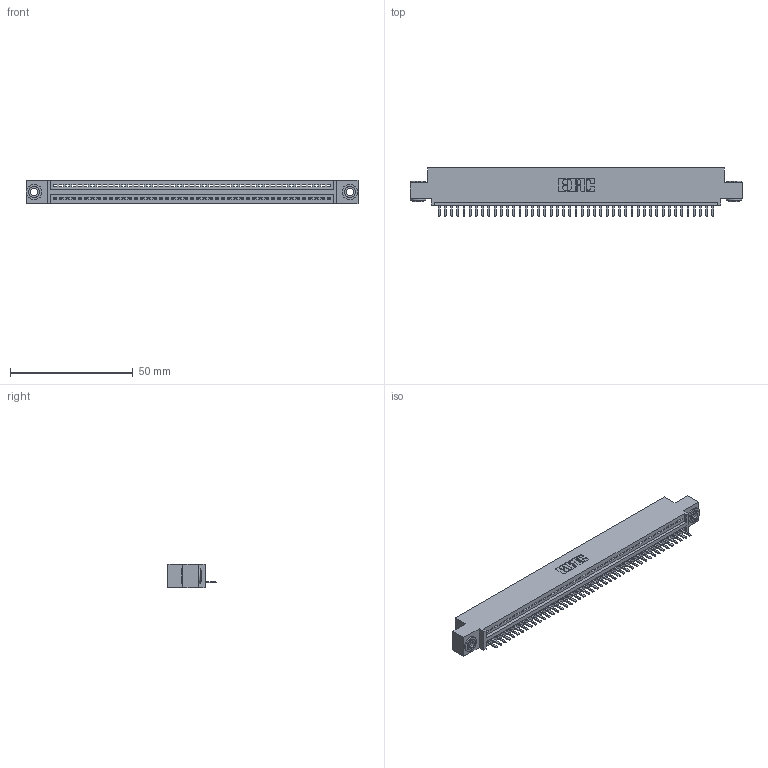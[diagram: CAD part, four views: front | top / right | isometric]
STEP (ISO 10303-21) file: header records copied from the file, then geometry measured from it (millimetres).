
FILE_DESCRIPTION (( 'STEP AP203' ), '1' );
FILE_NAME ('395-045-520-403.STEP', '2018-11-15T23:21:56', ( '' ), ( '' ), 'SwSTEP 2.0', 'SolidWorks 2016', '' );
FILE_SCHEMA (( 'CONFIG_CONTROL_DESIGN' ));
Length unit declared in the file: inch
Products named in the file (4): 345-292-001_345-293-120; 345-250-002_345-250-002-102; 395-045-520-403; 345 Part_0.110 Offset - 0.156 Dia-TH
Assembly tree (48 placements, depth 2):
  395-045-520-403
    345 Part_0.110 Offset - 0.156 Dia-TH
    345-292-001_345-293-120  x45
    345-250-002_345-250-002-102  x2
Bounding box: 135.51 x 19.68 x 9.4 mm (x, y, z)
Volume: 12711.9 mm3; surface area: 16806.7 mm2
Topology: 48 solids, 48 shells, 2958 faces, 8709 edges, 5682 vertices
Faces by surface type: plane 1984, cylinder 966, cone 8
Entity records: 34360 total; most frequent: CARTESIAN_POINT 5942, ORIENTED_EDGE 5902, DIRECTION 5203, EDGE_CURVE 2951, VECTOR 2611, LINE 2611, VERTEX_POINT 1962, AXIS2_PLACEMENT_3D 1296
